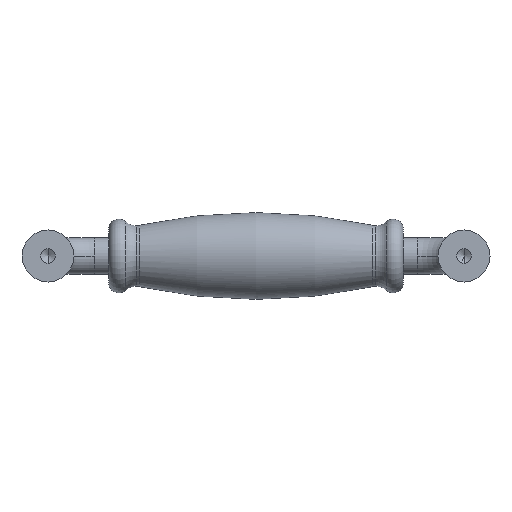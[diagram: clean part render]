
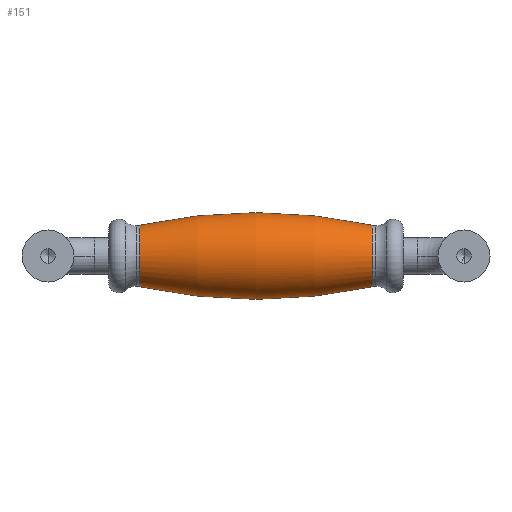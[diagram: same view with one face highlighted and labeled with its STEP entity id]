
A CAD part, front view. The second image highlights one B-rep face of the part: STEP entity #151.
In plain terms, the highlighted toroidal (fillet/blend) face has major radius 115.307 mm and minor radius 125.307 mm.
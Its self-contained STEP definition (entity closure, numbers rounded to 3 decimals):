
#16 = DIRECTION ( 'NONE',  ( 0., -1., 0. ) ) ;
#25 = EDGE_CURVE ( 'NONE', #678, #846, #188, .T. ) ;
#109 = DIRECTION ( 'NONE',  ( 0., 0., -1. ) ) ;
#151 = ADVANCED_FACE ( 'NONE', ( #868 ), #1259, .T. ) ;
#167 = VERTEX_POINT ( 'NONE', #367 ) ;
#186 = AXIS2_PLACEMENT_3D ( 'NONE', #776, #334, #1211 ) ;
#188 = CIRCLE ( 'NONE', #356, 125.307 ) ;
#216 = CARTESIAN_POINT ( 'NONE',  ( 0., 28., -115.307 ) ) ;
#334 = DIRECTION ( 'NONE',  ( 0., 1., 0. ) ) ;
#356 = AXIS2_PLACEMENT_3D ( 'NONE', #216, #16, #109 ) ;
#359 = ORIENTED_EDGE ( 'NONE', *, *, #1187, .F. ) ;
#367 = CARTESIAN_POINT ( 'NONE',  ( 26.874, 28., -7.084 ) ) ;
#380 = EDGE_CURVE ( 'NONE', #167, #678, #961, .T. ) ;
#393 = ORIENTED_EDGE ( 'NONE', *, *, #1035, .F. ) ;
#437 = DIRECTION ( 'NONE',  ( -1., 0., 0. ) ) ;
#482 = AXIS2_PLACEMENT_3D ( 'NONE', #618, #1261, #925 ) ;
#525 = CIRCLE ( 'NONE', #186, 125.307 ) ;
#529 = DIRECTION ( 'NONE',  ( -1., 0., 0. ) ) ;
#609 = CARTESIAN_POINT ( 'NONE',  ( -26.874, 28., 7.084 ) ) ;
#618 = CARTESIAN_POINT ( 'NONE',  ( -26.874, 28., 0. ) ) ;
#678 = VERTEX_POINT ( 'NONE', #1414 ) ;
#776 = CARTESIAN_POINT ( 'NONE',  ( 0., 28., 115.307 ) ) ;
#846 = VERTEX_POINT ( 'NONE', #609 ) ;
#850 = ORIENTED_EDGE ( 'NONE', *, *, #380, .T. ) ;
#868 = FACE_OUTER_BOUND ( 'NONE', #907, .T. ) ;
#873 = DIRECTION ( 'NONE',  ( 0., 0., 1. ) ) ;
#907 = EDGE_LOOP ( 'NONE', ( #393, #850, #989, #359 ) ) ;
#925 = DIRECTION ( 'NONE',  ( 0., 0., 1. ) ) ;
#938 = CARTESIAN_POINT ( 'NONE',  ( -26.874, 28., -7.084 ) ) ;
#961 = CIRCLE ( 'NONE', #1281, 7.084 ) ;
#989 = ORIENTED_EDGE ( 'NONE', *, *, #25, .T. ) ;
#1035 = EDGE_CURVE ( 'NONE', #167, #1105, #525, .T. ) ;
#1066 = CARTESIAN_POINT ( 'NONE',  ( 26.874, 28., 0. ) ) ;
#1094 = CIRCLE ( 'NONE', #482, 7.084 ) ;
#1099 = DIRECTION ( 'NONE',  ( 0., 0., 1. ) ) ;
#1105 = VERTEX_POINT ( 'NONE', #938 ) ;
#1187 = EDGE_CURVE ( 'NONE', #1105, #846, #1094, .T. ) ;
#1211 = DIRECTION ( 'NONE',  ( 0., 0., 1. ) ) ;
#1259 = TOROIDAL_SURFACE ( 'NONE', #1367, -115.307, 125.307 ) ;
#1261 = DIRECTION ( 'NONE',  ( -1., 0., 0. ) ) ;
#1281 = AXIS2_PLACEMENT_3D ( 'NONE', #1066, #529, #873 ) ;
#1367 = AXIS2_PLACEMENT_3D ( 'NONE', #1416, #437, #1099 ) ;
#1414 = CARTESIAN_POINT ( 'NONE',  ( 26.874, 28., 7.084 ) ) ;
#1416 = CARTESIAN_POINT ( 'NONE',  ( 0., 28., 0. ) ) ;
